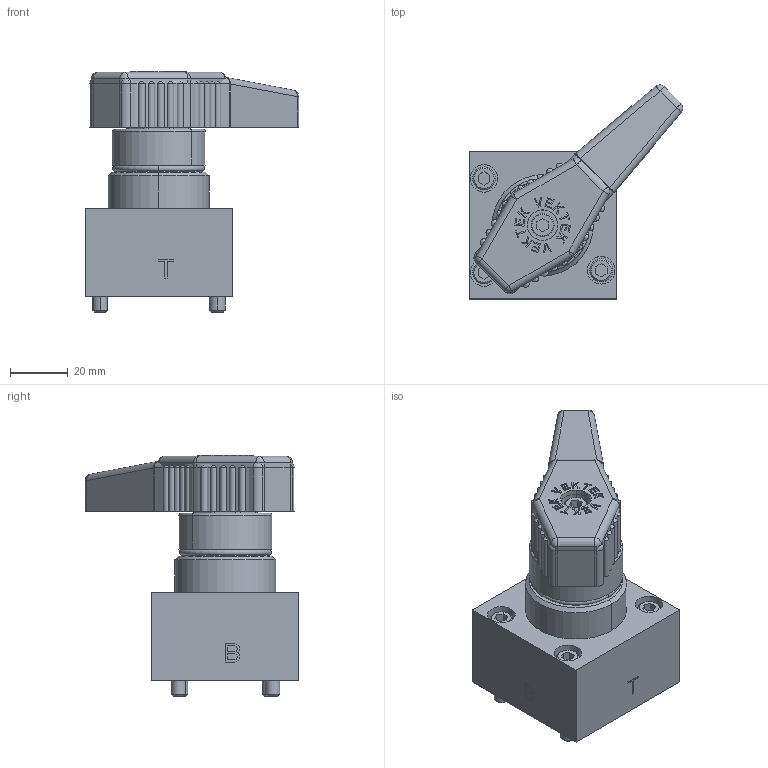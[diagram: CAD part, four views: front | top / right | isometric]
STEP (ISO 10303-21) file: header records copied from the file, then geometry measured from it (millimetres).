
FILE_DESCRIPTION((''),'2;1');
FILE_NAME('ILCMV43114741','2020-08-31T',('npeters'),(''),'PRO/ENGINEER BY PARAMETRIC TECHNOLOGY CORPORATION, 2013320','PRO/ENGINEER BY PARAMETRIC TECHNOLOGY CORPORATION, 2013320','');
FILE_SCHEMA(('AP203_CONFIGURATION_CONTROLLED_3D_DESIGN_OF_MECHANICAL_PARTS_AND_ASSEMBLIES_MIM_LF { 1 0 10303 403 2 1 2 }'));
Length unit declared in the file: inch
Products named in the file (5): ILCMV43114741_BASE; ILCMV43114741_ADAPTER; 85600903; 85600902; ILCMV43114741
Assembly tree (4 placements, depth 2):
  ILCMV43114741
    ILCMV43114741_BASE
    ILCMV43114741_ADAPTER
    85600903
    85600902
Bounding box: 73.87 x 73.87 x 83.31 mm (x, y, z)
Volume: 137105.9 mm3; surface area: 39138.2 mm2
Topology: 5 solids, 5 shells, 1642 faces, 4508 edges, 2964 vertices
Faces by surface type: plane 1374, cylinder 186, cone 54, torus 14, sphere 14
Entity records: 64552 total; most frequent: CARTESIAN_POINT 9298, ORIENTED_EDGE 8958, DIRECTION 8444, EDGE_CURVE 4479, VECTOR 4113, LINE 4113, PRESENTATION_STYLE_ASSIGNMENT 4025, STYLED_ITEM 4013
